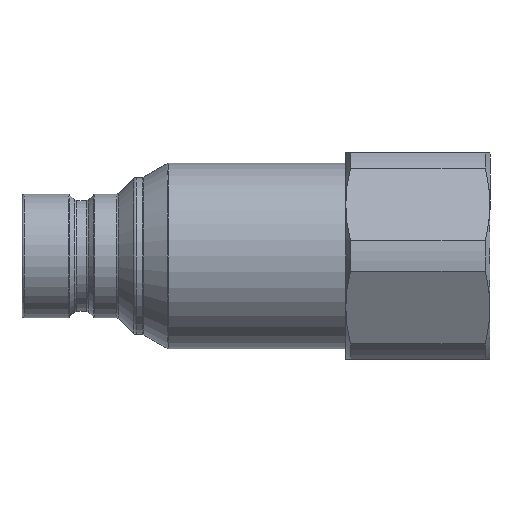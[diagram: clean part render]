
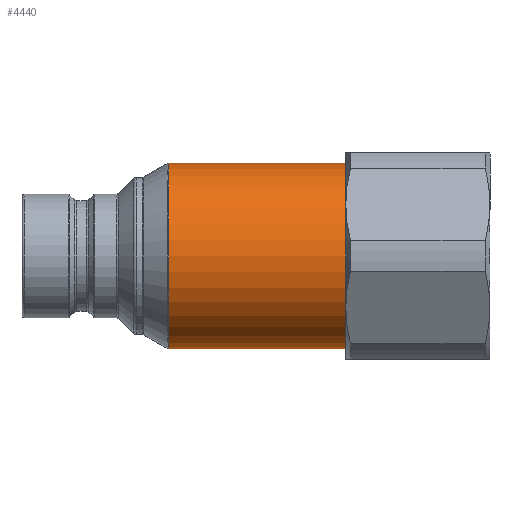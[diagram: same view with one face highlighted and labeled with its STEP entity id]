
A CAD part, front view. The second image highlights one B-rep face of the part: STEP entity #4440.
In plain terms, the highlighted cylindrical face has radius 22.5 mm (diameter 45 mm), a partial arc.
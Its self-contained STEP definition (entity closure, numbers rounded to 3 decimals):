
#334 = FACE_OUTER_BOUND ( 'NONE', #3298, .T. ) ;
#335 = CYLINDRICAL_SURFACE ( 'NONE', #3575, 22.5 ) ;
#972 = EDGE_CURVE ( 'NONE', #3337, #3338, #2494, .T. ) ;
#974 = EDGE_CURVE ( 'NONE', #3336, #3339, #2497, .T. ) ;
#1134 = ORIENTED_EDGE ( 'NONE', *, *, #972, .F. ) ;
#1135 = ORIENTED_EDGE ( 'NONE', *, *, #2824, .T. ) ;
#1136 = ORIENTED_EDGE ( 'NONE', *, *, #974, .T. ) ;
#1137 = ORIENTED_EDGE ( 'NONE', *, *, #2823, .T. ) ;
#1345 = CARTESIAN_POINT ( 'NONE',  ( 0., 0., 0. ) ) ;
#1346 = DIRECTION ( 'NONE',  ( -1., 0., 0. ) ) ;
#1347 = DIRECTION ( 'NONE',  ( 0., 0., 1. ) ) ;
#1883 = CARTESIAN_POINT ( 'NONE',  ( 0., 0., -22.5 ) ) ;
#1884 = DIRECTION ( 'NONE',  ( -1., 0., 0. ) ) ;
#1888 = CARTESIAN_POINT ( 'NONE',  ( 0., 0., 22.5 ) ) ;
#1889 = DIRECTION ( 'NONE',  ( -1., 0., 0. ) ) ;
#2494 = LINE ( 'NONE', #1883, #2496 ) ;
#2496 = VECTOR ( 'NONE', #1884, 1000. ) ;
#2497 = LINE ( 'NONE', #1888, #2499 ) ;
#2499 = VECTOR ( 'NONE', #1889, 1000. ) ;
#2589 = CIRCLE ( 'NONE', #3493, 22.5 ) ;
#2590 = CIRCLE ( 'NONE', #3494, 22.5 ) ;
#2823 = EDGE_CURVE ( 'NONE', #3339, #3338, #2589, .T. ) ;
#2824 = EDGE_CURVE ( 'NONE', #3337, #3336, #2590, .T. ) ;
#3298 = EDGE_LOOP ( 'NONE', ( #1134, #1135, #1136, #1137 ) ) ;
#3336 = VERTEX_POINT ( 'NONE', #3759 ) ;
#3337 = VERTEX_POINT ( 'NONE', #3760 ) ;
#3338 = VERTEX_POINT ( 'NONE', #3761 ) ;
#3339 = VERTEX_POINT ( 'NONE', #3762 ) ;
#3493 = AXIS2_PLACEMENT_3D ( 'NONE', #3701, #3702, #3703 ) ;
#3494 = AXIS2_PLACEMENT_3D ( 'NONE', #3704, #3705, #3706 ) ;
#3575 = AXIS2_PLACEMENT_3D ( 'NONE', #1345, #1346, #1347 ) ;
#3701 = CARTESIAN_POINT ( 'NONE',  ( 35.583, 0., 0. ) ) ;
#3702 = DIRECTION ( 'NONE',  ( 1., 0., 0. ) ) ;
#3703 = DIRECTION ( 'NONE',  ( 0., 0., -1. ) ) ;
#3704 = CARTESIAN_POINT ( 'NONE',  ( 78.45, 0., 0. ) ) ;
#3705 = DIRECTION ( 'NONE',  ( -1., 0., 0. ) ) ;
#3706 = DIRECTION ( 'NONE',  ( 0., 0., 1. ) ) ;
#3759 = CARTESIAN_POINT ( 'NONE',  ( 78.45, 0., 22.5 ) ) ;
#3760 = CARTESIAN_POINT ( 'NONE',  ( 78.45, 0., -22.5 ) ) ;
#3761 = CARTESIAN_POINT ( 'NONE',  ( 35.583, 0., -22.5 ) ) ;
#3762 = CARTESIAN_POINT ( 'NONE',  ( 35.583, 0., 22.5 ) ) ;
#4440 = ADVANCED_FACE ( 'NONE', ( #334 ), #335, .T. ) ;
